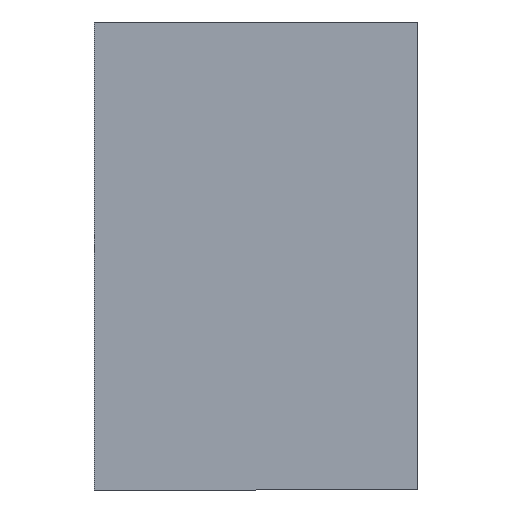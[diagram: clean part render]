
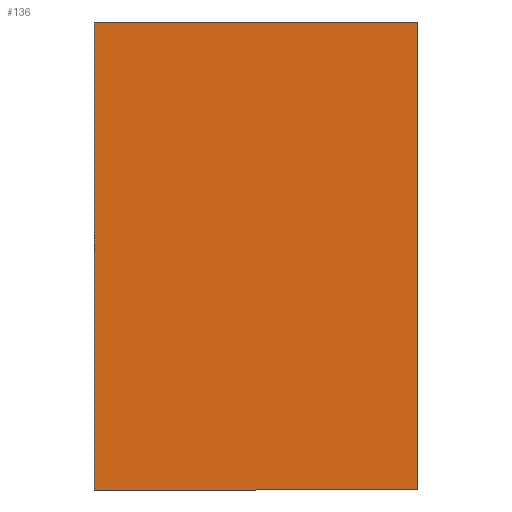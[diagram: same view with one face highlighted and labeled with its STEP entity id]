
A CAD part, left-side view. The second image highlights one B-rep face of the part: STEP entity #136.
In plain terms, the highlighted planar face has unit normal (-1, 0, 0).
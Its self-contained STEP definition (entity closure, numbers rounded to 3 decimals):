
#19 = VERTEX_POINT ( 'NONE', #729 ) ;
#61 = LINE ( 'NONE', #364, #264 ) ;
#95 = DIRECTION ( 'NONE',  ( 1., 0., 0. ) ) ;
#103 = CARTESIAN_POINT ( 'NONE',  ( -1.6, -0.01, -0.81 ) ) ;
#111 = DIRECTION ( 'NONE',  ( 0., 0., -1. ) ) ;
#112 = CARTESIAN_POINT ( 'NONE',  ( -1.6, 1.11, 0.81 ) ) ;
#117 = LINE ( 'NONE', #691, #505 ) ;
#136 = ADVANCED_FACE ( 'NONE', ( #675 ), #343, .F. ) ;
#163 = CARTESIAN_POINT ( 'NONE',  ( -1.6, 1.1, 0.8 ) ) ;
#190 = ORIENTED_EDGE ( 'NONE', *, *, #274, .F. ) ;
#197 = VECTOR ( 'NONE', #803, 1000. ) ;
#224 = ORIENTED_EDGE ( 'NONE', *, *, #687, .F. ) ;
#229 = VERTEX_POINT ( 'NONE', #112 ) ;
#235 = DIRECTION ( 'NONE',  ( 0., -1., 0. ) ) ;
#238 = ORIENTED_EDGE ( 'NONE', *, *, #718, .F. ) ;
#242 = DIRECTION ( 'NONE',  ( 0., 1., 0. ) ) ;
#253 = EDGE_CURVE ( 'NONE', #436, #275, #61, .T. ) ;
#264 = VECTOR ( 'NONE', #242, 1000. ) ;
#267 = ORIENTED_EDGE ( 'NONE', *, *, #253, .F. ) ;
#273 = LINE ( 'NONE', #599, #197 ) ;
#274 = EDGE_CURVE ( 'NONE', #275, #229, #273, .T. ) ;
#275 = VERTEX_POINT ( 'NONE', #532 ) ;
#343 = PLANE ( 'NONE',  #676 ) ;
#355 = DIRECTION ( 'NONE',  ( 0., 0., -1. ) ) ;
#364 = CARTESIAN_POINT ( 'NONE',  ( -1.6, 1.11, -0.81 ) ) ;
#436 = VERTEX_POINT ( 'NONE', #103 ) ;
#479 = VECTOR ( 'NONE', #235, 1000. ) ;
#505 = VECTOR ( 'NONE', #111, 1000. ) ;
#532 = CARTESIAN_POINT ( 'NONE',  ( -1.6, 1.11, -0.81 ) ) ;
#537 = EDGE_LOOP ( 'NONE', ( #238, #190, #267, #224 ) ) ;
#559 = LINE ( 'NONE', #702, #479 ) ;
#599 = CARTESIAN_POINT ( 'NONE',  ( -1.6, 1.11, 0.81 ) ) ;
#675 = FACE_OUTER_BOUND ( 'NONE', #537, .T. ) ;
#676 = AXIS2_PLACEMENT_3D ( 'NONE', #163, #95, #355 ) ;
#687 = EDGE_CURVE ( 'NONE', #19, #436, #117, .T. ) ;
#691 = CARTESIAN_POINT ( 'NONE',  ( -1.6, -0.01, 0.81 ) ) ;
#702 = CARTESIAN_POINT ( 'NONE',  ( -1.6, 1.11, 0.81 ) ) ;
#718 = EDGE_CURVE ( 'NONE', #229, #19, #559, .T. ) ;
#729 = CARTESIAN_POINT ( 'NONE',  ( -1.6, -0.01, 0.81 ) ) ;
#803 = DIRECTION ( 'NONE',  ( 0., 0., 1. ) ) ;
